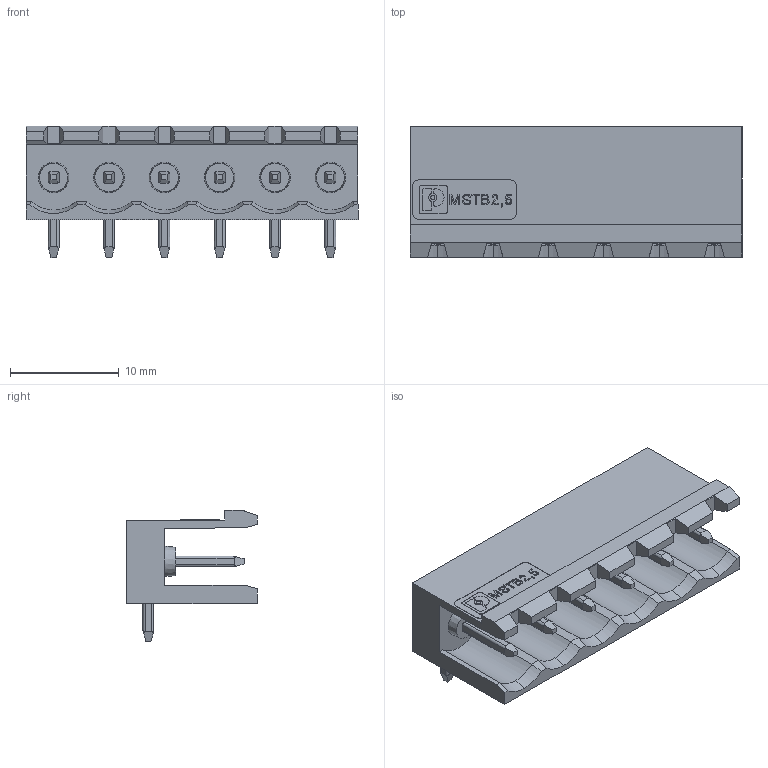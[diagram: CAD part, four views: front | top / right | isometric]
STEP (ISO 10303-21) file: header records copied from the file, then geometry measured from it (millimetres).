
FILE_DESCRIPTION(('STEP AP214'),'1');
FILE_NAME('cctmp_F837E1AE-5AF9-4498-B5B4-FC1DB9338868_2023_02_03_16_50_26_0704_5796..stp','2023-02-03T16:50:27',('PHOENIX CONTACT Deutschland GmbH'),('CADClick - www.CADClick.com'),'Spatial InterOp 3D',' ','unknown authorization');
FILE_SCHEMA(('AUTOMOTIVE_DESIGN'));
Length unit declared in the file: millimetre
Products named in the file (8): 2023_02_03_16_50_26_0360; 2023_02_03_16_50_26_0704; 2023_02_03_16_50_26_0688; 2023_02_03_16_50_26_0673; 2023_02_03_16_50_26_0657; 2023_02_03_16_50_26_0641; 2023_02_03_16_50_26_0626; 2023_02_03_16_50_26_0595
Assembly tree (7 placements, depth 2):
  2023_02_03_16_50_26_0360
    2023_02_03_16_50_26_0704
    2023_02_03_16_50_26_0688
    2023_02_03_16_50_26_0673
    2023_02_03_16_50_26_0657
    2023_02_03_16_50_26_0641
    2023_02_03_16_50_26_0626
    2023_02_03_16_50_26_0595
Bounding box: 30.48 x 12 x 12.07 mm (x, y, z)
Volume: 1364.4 mm3; surface area: 2417.4 mm2
Topology: 7 solids, 7 shells, 753 faces, 2097 edges, 1378 vertices
Faces by surface type: plane 517, cylinder 176, bspline 24, cone 24, sphere 12
Entity records: 50408 total; most frequent: CARTESIAN_POINT 20372, ORIENTED_EDGE 4194, DIRECTION 3887, EDGE_CURVE 2097, STYLED_ITEM 1624, PRESENTATION_STYLE_ASSIGNMENT 1624, COLOUR_RGB 1624, LINE 1589
